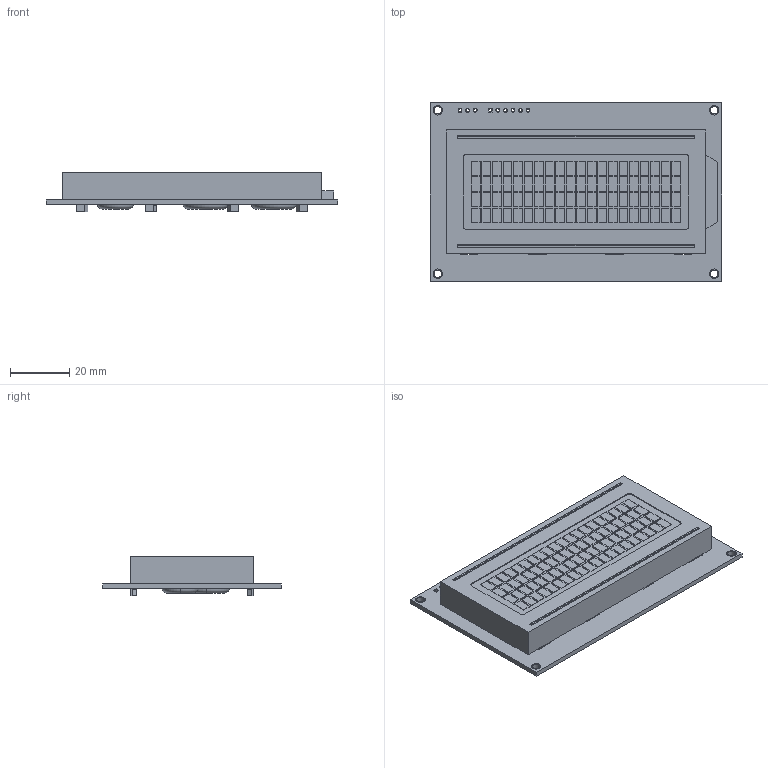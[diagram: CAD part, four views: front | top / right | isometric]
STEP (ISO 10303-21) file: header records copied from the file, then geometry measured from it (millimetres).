
FILE_DESCRIPTION (( 'STEP AP214' ), '1' );
FILE_NAME ('NHD-0420D3Z.STEP', '2017-08-17T20:41:09', ( '' ), ( '' ), 'SwSTEP 2.0', 'SolidWorks 2017', '' );
FILE_SCHEMA (( 'AUTOMOTIVE_DESIGN' ));
Length unit declared in the file: millimetre
Products named in the file (1): NHD-0420D3Z
Bounding box: 98 x 60 x 13.36 mm (x, y, z)
Volume: 43653.9 mm3; surface area: 15466.6 mm2
Topology: 1 solids, 1 shells, 728 faces, 1794 edges, 1180 vertices
Faces by surface type: plane 594, cylinder 128, torus 6
Entity records: 24870 total; most frequent: CARTESIAN_POINT 3727, ORIENTED_EDGE 3588, DIRECTION 3502, EDGE_CURVE 1794, LINE 1528, VECTOR 1528, VERTEX_POINT 1180, AXIS2_PLACEMENT_3D 987
